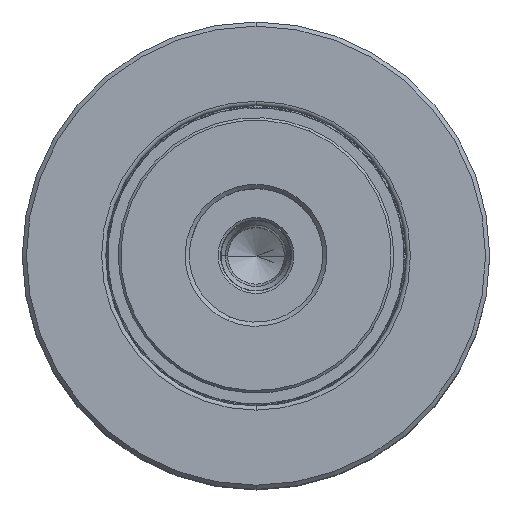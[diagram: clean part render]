
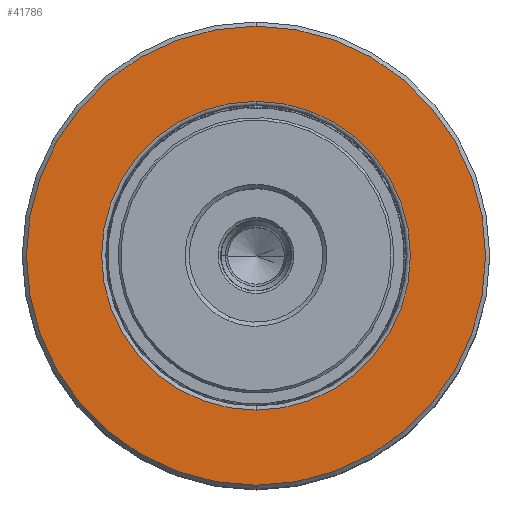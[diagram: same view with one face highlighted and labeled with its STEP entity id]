
A CAD part, top view. The second image highlights one B-rep face of the part: STEP entity #41786.
In plain terms, the highlighted face is planar.
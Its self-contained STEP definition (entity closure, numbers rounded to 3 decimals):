
#3045 = DIRECTION ( 'NONE',  ( 0., 0., -1. ) ) ;
#3470 = PLANE ( 'NONE',  #25361 ) ;
#4403 = DIRECTION ( 'NONE',  ( 0., -1., 0. ) ) ;
#4849 = CARTESIAN_POINT ( 'NONE',  ( 0., 33.687, -18.5 ) ) ;
#6313 = DIRECTION ( 'NONE',  ( 0., 0., -1. ) ) ;
#7215 = CARTESIAN_POINT ( 'NONE',  ( 0., 33.687, 0. ) ) ;
#7383 = DIRECTION ( 'NONE',  ( 0., -1., 0. ) ) ;
#8175 = DIRECTION ( 'NONE',  ( 0., 1., 0. ) ) ;
#9223 = FACE_BOUND ( 'NONE', #52717, .T. ) ;
#9501 = EDGE_CURVE ( 'NONE', #36701, #35804, #53303, .T. ) ;
#9595 = EDGE_CURVE ( 'NONE', #35804, #36701, #16429, .T. ) ;
#12304 = CARTESIAN_POINT ( 'NONE',  ( 27.5, 33.687, 0. ) ) ;
#12576 = CIRCLE ( 'NONE', #16949, 27.5 ) ;
#13049 = DIRECTION ( 'NONE',  ( 0., 0., -1. ) ) ;
#14787 = CARTESIAN_POINT ( 'NONE',  ( 0., 33.687, 0. ) ) ;
#16429 = CIRCLE ( 'NONE', #27188, 18.5 ) ;
#16949 = AXIS2_PLACEMENT_3D ( 'NONE', #7215, #7383, #3045 ) ;
#18225 = CARTESIAN_POINT ( 'NONE',  ( 0., 33.687, 0. ) ) ;
#22288 = CIRCLE ( 'NONE', #35415, 27.5 ) ;
#25361 = AXIS2_PLACEMENT_3D ( 'NONE', #12304, #8175, #32764 ) ;
#25687 = CARTESIAN_POINT ( 'NONE',  ( 0., 33.687, 0. ) ) ;
#25848 = CARTESIAN_POINT ( 'NONE',  ( 0., 33.687, 18.5 ) ) ;
#27188 = AXIS2_PLACEMENT_3D ( 'NONE', #14787, #31429, #27601 ) ;
#27601 = DIRECTION ( 'NONE',  ( 0., 0., -1. ) ) ;
#28817 = EDGE_CURVE ( 'NONE', #49016, #42648, #22288, .T. ) ;
#29055 = CARTESIAN_POINT ( 'NONE',  ( 0., 33.687, 27.5 ) ) ;
#29847 = ORIENTED_EDGE ( 'NONE', *, *, #9501, .T. ) ;
#31003 = AXIS2_PLACEMENT_3D ( 'NONE', #18225, #47102, #6313 ) ;
#31429 = DIRECTION ( 'NONE',  ( 0., -1., 0. ) ) ;
#32764 = DIRECTION ( 'NONE',  ( 0., 0., 1. ) ) ;
#35415 = AXIS2_PLACEMENT_3D ( 'NONE', #25687, #4403, #13049 ) ;
#35804 = VERTEX_POINT ( 'NONE', #4849 ) ;
#36701 = VERTEX_POINT ( 'NONE', #25848 ) ;
#36846 = ORIENTED_EDGE ( 'NONE', *, *, #28817, .F. ) ;
#40209 = FACE_OUTER_BOUND ( 'NONE', #42645, .T. ) ;
#41786 = ADVANCED_FACE ( 'NONE', ( #9223, #40209 ), #3470, .T. ) ;
#42645 = EDGE_LOOP ( 'NONE', ( #49818, #36846 ) ) ;
#42648 = VERTEX_POINT ( 'NONE', #51339 ) ;
#46674 = ORIENTED_EDGE ( 'NONE', *, *, #9595, .T. ) ;
#47102 = DIRECTION ( 'NONE',  ( 0., -1., 0. ) ) ;
#47880 = EDGE_CURVE ( 'NONE', #42648, #49016, #12576, .T. ) ;
#49016 = VERTEX_POINT ( 'NONE', #29055 ) ;
#49818 = ORIENTED_EDGE ( 'NONE', *, *, #47880, .F. ) ;
#51339 = CARTESIAN_POINT ( 'NONE',  ( 0., 33.687, -27.5 ) ) ;
#52717 = EDGE_LOOP ( 'NONE', ( #46674, #29847 ) ) ;
#53303 = CIRCLE ( 'NONE', #31003, 18.5 ) ;
